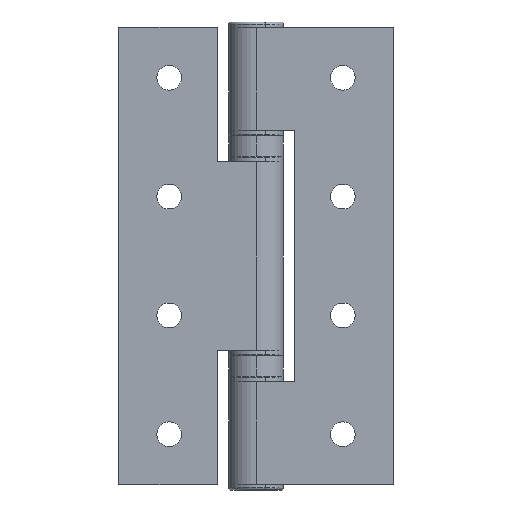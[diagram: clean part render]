
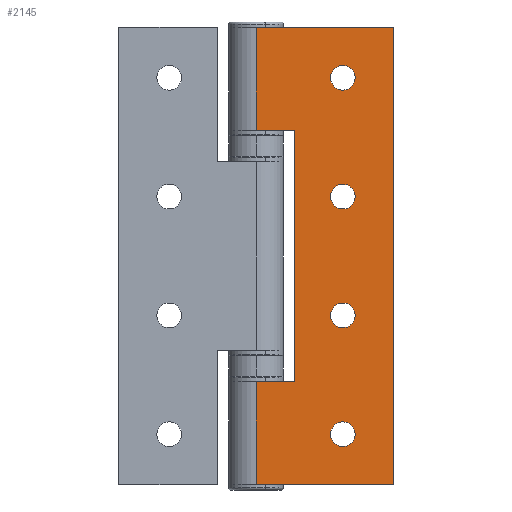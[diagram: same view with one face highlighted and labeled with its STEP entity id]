
A CAD part, front view. The second image highlights one B-rep face of the part: STEP entity #2145.
In plain terms, the highlighted planar face has unit normal (0, -1, 0).
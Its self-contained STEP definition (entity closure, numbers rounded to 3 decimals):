
#265 = VECTOR ( 'NONE', #3808, 1000. ) ;
#291 = AXIS2_PLACEMENT_3D ( 'NONE', #4154, #4069, #4098 ) ;
#301 = CIRCLE ( 'NONE', #291, 2.7 ) ;
#302 = AXIS2_PLACEMENT_3D ( 'NONE', #4191, #4129, #3906 ) ;
#310 = CIRCLE ( 'NONE', #302, 2.7 ) ;
#315 = AXIS2_PLACEMENT_3D ( 'NONE', #3935, #3849, #3993 ) ;
#319 = CIRCLE ( 'NONE', #315, 2.7 ) ;
#322 = VECTOR ( 'NONE', #4064, 1000. ) ;
#326 = VECTOR ( 'NONE', #3501, 1000. ) ;
#413 = AXIS2_PLACEMENT_3D ( 'NONE', #3286, #3284, #3282 ) ;
#505 = VERTEX_POINT ( 'NONE', #4788 ) ;
#508 = VERTEX_POINT ( 'NONE', #4774 ) ;
#534 = VERTEX_POINT ( 'NONE', #4651 ) ;
#549 = VERTEX_POINT ( 'NONE', #1600 ) ;
#555 = VERTEX_POINT ( 'NONE', #1694 ) ;
#567 = VERTEX_POINT ( 'NONE', #2002 ) ;
#568 = VERTEX_POINT ( 'NONE', #1989 ) ;
#1150 = FACE_BOUND ( 'NONE', #5105, .T. ) ;
#1151 = FACE_BOUND ( 'NONE', #5106, .T. ) ;
#1152 = FACE_BOUND ( 'NONE', #5114, .T. ) ;
#1164 = VECTOR ( 'NONE', #3316, 1000. ) ;
#1167 = CIRCLE ( 'NONE', #1224, 2.7 ) ;
#1197 = VECTOR ( 'NONE', #3365, 1000. ) ;
#1224 = AXIS2_PLACEMENT_3D ( 'NONE', #3477, #3475, #3474 ) ;
#1247 = CIRCLE ( 'NONE', #1265, 2.7 ) ;
#1265 = AXIS2_PLACEMENT_3D ( 'NONE', #3984, #3976, #3975 ) ;
#1388 = AXIS2_PLACEMENT_3D ( 'NONE', #1529, #1527, #1526 ) ;
#1389 = CIRCLE ( 'NONE', #1388, 2.7 ) ;
#1526 = DIRECTION ( 'NONE',  ( 0., 0., 1. ) ) ;
#1527 = DIRECTION ( 'NONE',  ( 0., 1., 0. ) ) ;
#1529 = CARTESIAN_POINT ( 'NONE',  ( 19., -6., 39. ) ) ;
#1600 = CARTESIAN_POINT ( 'NONE',  ( 30., -6., -50. ) ) ;
#1694 = CARTESIAN_POINT ( 'NONE',  ( 19., -6., 15.7 ) ) ;
#1989 = CARTESIAN_POINT ( 'NONE',  ( 8.5, -6., -27.5 ) ) ;
#2002 = CARTESIAN_POINT ( 'NONE',  ( 19., -6., 36.3 ) ) ;
#2101 = EDGE_CURVE ( 'NONE', #2388, #567, #1389, .T. ) ;
#2145 = ADVANCED_FACE ( 'NONE', ( #1150, #1151, #1152, #2490, #2491 ), #3299, .F. ) ;
#2190 = EDGE_CURVE ( 'NONE', #2321, #549, #2533, .T. ) ;
#2198 = EDGE_CURVE ( 'NONE', #2289, #2309, #1167, .T. ) ;
#2230 = EDGE_CURVE ( 'NONE', #505, #549, #2552, .T. ) ;
#2244 = EDGE_CURVE ( 'NONE', #2340, #2321, #2560, .T. ) ;
#2262 = EDGE_CURVE ( 'NONE', #2291, #2306, #4252, .T. ) ;
#2265 = EDGE_CURVE ( 'NONE', #534, #568, #2572, .T. ) ;
#2266 = EDGE_CURVE ( 'NONE', #555, #2355, #4275, .T. ) ;
#2267 = EDGE_CURVE ( 'NONE', #568, #508, #2573, .T. ) ;
#2269 = EDGE_CURVE ( 'NONE', #2366, #534, #2575, .T. ) ;
#2289 = VERTEX_POINT ( 'NONE', #3207 ) ;
#2291 = VERTEX_POINT ( 'NONE', #3205 ) ;
#2306 = VERTEX_POINT ( 'NONE', #3185 ) ;
#2309 = VERTEX_POINT ( 'NONE', #3181 ) ;
#2321 = VERTEX_POINT ( 'NONE', #3165 ) ;
#2340 = VERTEX_POINT ( 'NONE', #3141 ) ;
#2355 = VERTEX_POINT ( 'NONE', #3122 ) ;
#2366 = VERTEX_POINT ( 'NONE', #3108 ) ;
#2388 = VERTEX_POINT ( 'NONE', #3953 ) ;
#2490 = FACE_BOUND ( 'NONE', #5117, .T. ) ;
#2491 = FACE_OUTER_BOUND ( 'NONE', #5113, .T. ) ;
#2533 = LINE ( 'NONE', #3502, #326 ) ;
#2552 = LINE ( 'NONE', #3366, #1197 ) ;
#2560 = LINE ( 'NONE', #3317, #1164 ) ;
#2572 = LINE ( 'NONE', #3252, #4286 ) ;
#2573 = LINE ( 'NONE', #3246, #4283 ) ;
#2575 = LINE ( 'NONE', #3242, #4281 ) ;
#2601 = LINE ( 'NONE', #4167, #322 ) ;
#2618 = LINE ( 'NONE', #3810, #265 ) ;
#3108 = CARTESIAN_POINT ( 'NONE',  ( 0., -6., 27.5 ) ) ;
#3122 = CARTESIAN_POINT ( 'NONE',  ( 19., -6., 10.3 ) ) ;
#3141 = CARTESIAN_POINT ( 'NONE',  ( 0., -6., 50. ) ) ;
#3165 = CARTESIAN_POINT ( 'NONE',  ( 30., -6., 50. ) ) ;
#3181 = CARTESIAN_POINT ( 'NONE',  ( 19., -6., -15.7 ) ) ;
#3185 = CARTESIAN_POINT ( 'NONE',  ( 19., -6., -41.7 ) ) ;
#3205 = CARTESIAN_POINT ( 'NONE',  ( 19., -6., -36.3 ) ) ;
#3207 = CARTESIAN_POINT ( 'NONE',  ( 19., -6., -10.3 ) ) ;
#3241 = DIRECTION ( 'NONE',  ( 1., 0., 0. ) ) ;
#3242 = CARTESIAN_POINT ( 'NONE',  ( 0., -6., 27.5 ) ) ;
#3245 = DIRECTION ( 'NONE',  ( -1., 0., 0. ) ) ;
#3246 = CARTESIAN_POINT ( 'NONE',  ( 0., -6., -27.5 ) ) ;
#3247 = DIRECTION ( 'NONE',  ( 0., 0., 1. ) ) ;
#3248 = DIRECTION ( 'NONE',  ( 0., 1., 0. ) ) ;
#3249 = CARTESIAN_POINT ( 'NONE',  ( 19., -6., 13. ) ) ;
#3251 = DIRECTION ( 'NONE',  ( 0., 0., -1. ) ) ;
#3252 = CARTESIAN_POINT ( 'NONE',  ( 8.5, -6., 50. ) ) ;
#3260 = DIRECTION ( 'NONE',  ( 0., 0., 1. ) ) ;
#3261 = DIRECTION ( 'NONE',  ( 0., 1., 0. ) ) ;
#3262 = CARTESIAN_POINT ( 'NONE',  ( 19., -6., -39. ) ) ;
#3282 = DIRECTION ( 'NONE',  ( -1., 0., 0. ) ) ;
#3284 = DIRECTION ( 'NONE',  ( 0., 1., 0. ) ) ;
#3286 = CARTESIAN_POINT ( 'NONE',  ( 0., -6., 50. ) ) ;
#3299 = PLANE ( 'NONE',  #413 ) ;
#3316 = DIRECTION ( 'NONE',  ( 1., 0., 0. ) ) ;
#3317 = CARTESIAN_POINT ( 'NONE',  ( 0., -6., 50. ) ) ;
#3365 = DIRECTION ( 'NONE',  ( 1., 0., 0. ) ) ;
#3366 = CARTESIAN_POINT ( 'NONE',  ( 0., -6., -50. ) ) ;
#3474 = DIRECTION ( 'NONE',  ( 0., 0., 1. ) ) ;
#3475 = DIRECTION ( 'NONE',  ( 0., 1., 0. ) ) ;
#3477 = CARTESIAN_POINT ( 'NONE',  ( 19., -6., -13. ) ) ;
#3501 = DIRECTION ( 'NONE',  ( 0., 0., -1. ) ) ;
#3502 = CARTESIAN_POINT ( 'NONE',  ( 30., -6., 50. ) ) ;
#3808 = DIRECTION ( 'NONE',  ( 0., 0., -1. ) ) ;
#3810 = CARTESIAN_POINT ( 'NONE',  ( 0., -6., 50. ) ) ;
#3849 = DIRECTION ( 'NONE',  ( 0., 1., 0. ) ) ;
#3906 = DIRECTION ( 'NONE',  ( 0., 0., 1. ) ) ;
#3935 = CARTESIAN_POINT ( 'NONE',  ( 19., -6., 39. ) ) ;
#3953 = CARTESIAN_POINT ( 'NONE',  ( 19., -6., 41.7 ) ) ;
#3975 = DIRECTION ( 'NONE',  ( 0., 0., 1. ) ) ;
#3976 = DIRECTION ( 'NONE',  ( 0., 1., 0. ) ) ;
#3984 = CARTESIAN_POINT ( 'NONE',  ( 19., -6., -39. ) ) ;
#3993 = DIRECTION ( 'NONE',  ( 0., 0., 1. ) ) ;
#4064 = DIRECTION ( 'NONE',  ( 0., 0., -1. ) ) ;
#4069 = DIRECTION ( 'NONE',  ( 0., 1., 0. ) ) ;
#4098 = DIRECTION ( 'NONE',  ( 0., 0., 1. ) ) ;
#4129 = DIRECTION ( 'NONE',  ( 0., 1., 0. ) ) ;
#4154 = CARTESIAN_POINT ( 'NONE',  ( 19., -6., -13. ) ) ;
#4167 = CARTESIAN_POINT ( 'NONE',  ( 0., -6., 50. ) ) ;
#4191 = CARTESIAN_POINT ( 'NONE',  ( 19., -6., 13. ) ) ;
#4221 = AXIS2_PLACEMENT_3D ( 'NONE', #3262, #3261, #3260 ) ;
#4252 = CIRCLE ( 'NONE', #4221, 2.7 ) ;
#4275 = CIRCLE ( 'NONE', #4285, 2.7 ) ;
#4281 = VECTOR ( 'NONE', #3241, 1000. ) ;
#4283 = VECTOR ( 'NONE', #3245, 1000. ) ;
#4285 = AXIS2_PLACEMENT_3D ( 'NONE', #3249, #3248, #3247 ) ;
#4286 = VECTOR ( 'NONE', #3251, 1000. ) ;
#4430 = ORIENTED_EDGE ( 'NONE', *, *, #2198, .T. ) ;
#4431 = ORIENTED_EDGE ( 'NONE', *, *, #2262, .T. ) ;
#4432 = ORIENTED_EDGE ( 'NONE', *, *, #2266, .T. ) ;
#4433 = ORIENTED_EDGE ( 'NONE', *, *, #5358, .T. ) ;
#4434 = ORIENTED_EDGE ( 'NONE', *, *, #2101, .T. ) ;
#4651 = CARTESIAN_POINT ( 'NONE',  ( 8.5, -6., 27.5 ) ) ;
#4774 = CARTESIAN_POINT ( 'NONE',  ( 0., -6., -27.5 ) ) ;
#4788 = CARTESIAN_POINT ( 'NONE',  ( 0., -6., -50. ) ) ;
#5100 = ORIENTED_EDGE ( 'NONE', *, *, #5314, .T. ) ;
#5103 = ORIENTED_EDGE ( 'NONE', *, *, #2265, .T. ) ;
#5105 = EDGE_LOOP ( 'NONE', ( #4431, #4433 ) ) ;
#5104 = ORIENTED_EDGE ( 'NONE', *, *, #5306, .T. ) ;
#5106 = EDGE_LOOP ( 'NONE', ( #4430, #5100 ) ) ;
#5107 = ORIENTED_EDGE ( 'NONE', *, *, #5301, .T. ) ;
#5108 = ORIENTED_EDGE ( 'NONE', *, *, #5296, .T. ) ;
#5111 = ORIENTED_EDGE ( 'NONE', *, *, #2267, .T. ) ;
#5113 = EDGE_LOOP ( 'NONE', ( #5103, #5111, #5108, #5115, #5112, #5119, #5120, #5116 ) ) ;
#5112 = ORIENTED_EDGE ( 'NONE', *, *, #2190, .F. ) ;
#5114 = EDGE_LOOP ( 'NONE', ( #4432, #5104 ) ) ;
#5115 = ORIENTED_EDGE ( 'NONE', *, *, #2230, .T. ) ;
#5117 = EDGE_LOOP ( 'NONE', ( #4434, #5107 ) ) ;
#5116 = ORIENTED_EDGE ( 'NONE', *, *, #2269, .T. ) ;
#5119 = ORIENTED_EDGE ( 'NONE', *, *, #2244, .F. ) ;
#5120 = ORIENTED_EDGE ( 'NONE', *, *, #5330, .T. ) ;
#5296 = EDGE_CURVE ( 'NONE', #508, #505, #2601, .T. ) ;
#5301 = EDGE_CURVE ( 'NONE', #567, #2388, #319, .T. ) ;
#5306 = EDGE_CURVE ( 'NONE', #2355, #555, #310, .T. ) ;
#5314 = EDGE_CURVE ( 'NONE', #2309, #2289, #301, .T. ) ;
#5330 = EDGE_CURVE ( 'NONE', #2340, #2366, #2618, .T. ) ;
#5358 = EDGE_CURVE ( 'NONE', #2306, #2291, #1247, .T. ) ;
